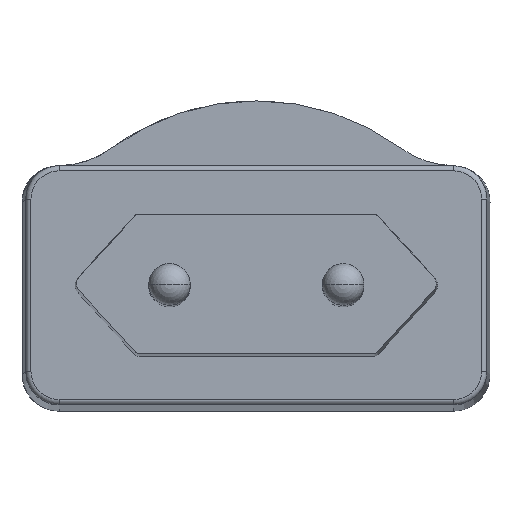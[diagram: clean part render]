
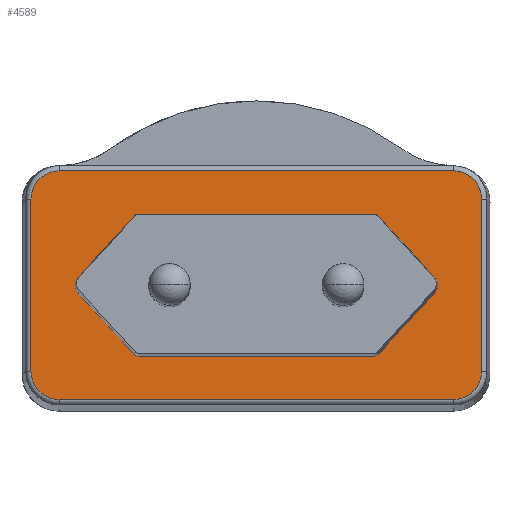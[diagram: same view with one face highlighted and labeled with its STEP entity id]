
A CAD part, left-side view. The second image highlights one B-rep face of the part: STEP entity #4589.
In plain terms, the highlighted face is planar.
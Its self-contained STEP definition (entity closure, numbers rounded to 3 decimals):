
#4028=CARTESIAN_POINT('Axis2P3D Location',(-34.83,-11.28,13.171)) ;
#4032=CARTESIAN_POINT('Vertex',(-34.83,-11.28,13.811)) ;
#4034=CARTESIAN_POINT('Vertex',(-34.83,-11.751,13.603)) ;
#4063=CARTESIAN_POINT('Vertex',(-34.83,11.28,13.811)) ;
#4066=CARTESIAN_POINT('Line Origine',(-34.83,0.,13.811)) ;
#4083=CARTESIAN_POINT('Axis2P3D Location',(-34.83,11.28,13.171)) ;
#4087=CARTESIAN_POINT('Vertex',(-34.83,11.751,13.603)) ;
#4107=CARTESIAN_POINT('Line Origine',(-34.83,14.442,10.673)) ;
#4111=CARTESIAN_POINT('Vertex',(-34.83,17.132,7.742)) ;
#4131=CARTESIAN_POINT('Axis2P3D Location',(-34.83,16.293,6.971)) ;
#4135=CARTESIAN_POINT('Vertex',(-34.83,17.132,6.2)) ;
#4155=CARTESIAN_POINT('Line Origine',(-34.83,14.442,3.269)) ;
#4159=CARTESIAN_POINT('Vertex',(-34.83,11.751,0.338)) ;
#4179=CARTESIAN_POINT('Axis2P3D Location',(-34.83,11.28,0.771)) ;
#4183=CARTESIAN_POINT('Vertex',(-34.83,11.28,0.131)) ;
#4207=CARTESIAN_POINT('Vertex',(-34.83,-11.28,0.131)) ;
#4210=CARTESIAN_POINT('Line Origine',(-34.83,0.,0.131)) ;
#4227=CARTESIAN_POINT('Axis2P3D Location',(-34.83,-11.28,0.771)) ;
#4231=CARTESIAN_POINT('Vertex',(-34.83,-11.751,0.338)) ;
#4255=CARTESIAN_POINT('Vertex',(-34.83,-17.132,6.2)) ;
#4258=CARTESIAN_POINT('Line Origine',(-34.83,-14.442,3.269)) ;
#4275=CARTESIAN_POINT('Axis2P3D Location',(-34.83,-16.293,6.971)) ;
#4279=CARTESIAN_POINT('Vertex',(-34.83,-17.132,7.742)) ;
#4299=CARTESIAN_POINT('Line Origine',(-34.83,-14.442,10.673)) ;
#4320=CARTESIAN_POINT('Vertex',(-34.83,18.963,-4.033)) ;
#4327=CARTESIAN_POINT('Vertex',(-34.83,-18.963,-4.033)) ;
#4330=CARTESIAN_POINT('Line Origine',(-34.83,0.,-4.033)) ;
#4351=CARTESIAN_POINT('Vertex',(-34.83,21.678,-1.319)) ;
#4354=CARTESIAN_POINT('Axis2P3D Location',(-34.83,18.963,-1.319)) ;
#4375=CARTESIAN_POINT('Vertex',(-34.83,21.678,15.261)) ;
#4378=CARTESIAN_POINT('Line Origine',(-34.83,21.678,6.971)) ;
#4399=CARTESIAN_POINT('Vertex',(-34.83,18.963,17.975)) ;
#4402=CARTESIAN_POINT('Axis2P3D Location',(-34.83,18.963,15.261)) ;
#4526=CARTESIAN_POINT('Vertex',(-34.83,-21.678,-1.319)) ;
#4529=CARTESIAN_POINT('Axis2P3D Location',(-34.83,-18.963,-1.319)) ;
#4541=CARTESIAN_POINT('Axis2P3D Location',(-34.83,0.,0.)) ;
#4546=CARTESIAN_POINT('Line Origine',(-34.83,0.,17.975)) ;
#4550=CARTESIAN_POINT('Vertex',(-34.83,-18.963,17.975)) ;
#4553=CARTESIAN_POINT('Line Origine',(-34.83,-21.678,6.971)) ;
#4557=CARTESIAN_POINT('Vertex',(-34.83,-21.678,15.261)) ;
#4560=CARTESIAN_POINT('Axis2P3D Location',(-34.83,-18.963,15.261)) ;
#4029=DIRECTION('Axis2P3D Direction',(1.,0.,0.)) ;
#4067=DIRECTION('Vector Direction',(0.,1.,0.)) ;
#4084=DIRECTION('Axis2P3D Direction',(1.,0.,0.)) ;
#4108=DIRECTION('Vector Direction',(0.,0.676,-0.737)) ;
#4132=DIRECTION('Axis2P3D Direction',(1.,0.,0.)) ;
#4156=DIRECTION('Vector Direction',(0.,-0.676,-0.737)) ;
#4180=DIRECTION('Axis2P3D Direction',(1.,0.,0.)) ;
#4211=DIRECTION('Vector Direction',(0.,1.,0.)) ;
#4228=DIRECTION('Axis2P3D Direction',(1.,0.,0.)) ;
#4259=DIRECTION('Vector Direction',(0.,0.676,-0.737)) ;
#4276=DIRECTION('Axis2P3D Direction',(1.,0.,-0.)) ;
#4300=DIRECTION('Vector Direction',(0.,-0.676,-0.737)) ;
#4331=DIRECTION('Vector Direction',(0.,1.,0.)) ;
#4355=DIRECTION('Axis2P3D Direction',(1.,0.,0.)) ;
#4379=DIRECTION('Vector Direction',(0.,0.,-1.)) ;
#4403=DIRECTION('Axis2P3D Direction',(1.,0.,0.)) ;
#4530=DIRECTION('Axis2P3D Direction',(1.,0.,0.)) ;
#4542=DIRECTION('Axis2P3D Direction',(1.,0.,0.)) ;
#4543=DIRECTION('Axis2P3D XDirection',(0.,1.,0.)) ;
#4547=DIRECTION('Vector Direction',(0.,1.,0.)) ;
#4554=DIRECTION('Vector Direction',(0.,0.,1.)) ;
#4561=DIRECTION('Axis2P3D Direction',(1.,0.,0.)) ;
#4030=AXIS2_PLACEMENT_3D('Circle Axis2P3D',#4028,#4029,$) ;
#4085=AXIS2_PLACEMENT_3D('Circle Axis2P3D',#4083,#4084,$) ;
#4133=AXIS2_PLACEMENT_3D('Circle Axis2P3D',#4131,#4132,$) ;
#4181=AXIS2_PLACEMENT_3D('Circle Axis2P3D',#4179,#4180,$) ;
#4229=AXIS2_PLACEMENT_3D('Circle Axis2P3D',#4227,#4228,$) ;
#4277=AXIS2_PLACEMENT_3D('Circle Axis2P3D',#4275,#4276,$) ;
#4356=AXIS2_PLACEMENT_3D('Circle Axis2P3D',#4354,#4355,$) ;
#4404=AXIS2_PLACEMENT_3D('Circle Axis2P3D',#4402,#4403,$) ;
#4531=AXIS2_PLACEMENT_3D('Circle Axis2P3D',#4529,#4530,$) ;
#4544=AXIS2_PLACEMENT_3D('Plane Axis2P3D',#4541,#4542,#4543) ;
#4562=AXIS2_PLACEMENT_3D('Circle Axis2P3D',#4560,#4561,$) ;
#4566=ORIENTED_EDGE('',*,*,#4552,.T.) ;
#4567=ORIENTED_EDGE('',*,*,#4406,.T.) ;
#4568=ORIENTED_EDGE('',*,*,#4382,.T.) ;
#4569=ORIENTED_EDGE('',*,*,#4358,.T.) ;
#4570=ORIENTED_EDGE('',*,*,#4334,.T.) ;
#4571=ORIENTED_EDGE('',*,*,#4533,.T.) ;
#4572=ORIENTED_EDGE('',*,*,#4559,.T.) ;
#4573=ORIENTED_EDGE('',*,*,#4564,.T.) ;
#4576=ORIENTED_EDGE('',*,*,#4303,.T.) ;
#4577=ORIENTED_EDGE('',*,*,#4281,.T.) ;
#4578=ORIENTED_EDGE('',*,*,#4262,.T.) ;
#4579=ORIENTED_EDGE('',*,*,#4233,.T.) ;
#4580=ORIENTED_EDGE('',*,*,#4214,.T.) ;
#4581=ORIENTED_EDGE('',*,*,#4185,.T.) ;
#4582=ORIENTED_EDGE('',*,*,#4161,.T.) ;
#4583=ORIENTED_EDGE('',*,*,#4137,.T.) ;
#4584=ORIENTED_EDGE('',*,*,#4113,.T.) ;
#4585=ORIENTED_EDGE('',*,*,#4089,.T.) ;
#4586=ORIENTED_EDGE('',*,*,#4070,.T.) ;
#4587=ORIENTED_EDGE('',*,*,#4036,.T.) ;
#4588=FACE_BOUND('',#4575,.T.) ;
#4068=VECTOR('Line Direction',#4067,1.) ;
#4109=VECTOR('Line Direction',#4108,1.) ;
#4157=VECTOR('Line Direction',#4156,1.) ;
#4212=VECTOR('Line Direction',#4211,1.) ;
#4260=VECTOR('Line Direction',#4259,1.) ;
#4301=VECTOR('Line Direction',#4300,1.) ;
#4332=VECTOR('Line Direction',#4331,1.) ;
#4380=VECTOR('Line Direction',#4379,1.) ;
#4548=VECTOR('Line Direction',#4547,1.) ;
#4555=VECTOR('Line Direction',#4554,1.) ;
#4589=ADVANCED_FACE('PartBody',(#4574,#4588),#4545,.F.) ;
#4031=CIRCLE('generated circle',#4030,0.64) ;
#4086=CIRCLE('generated circle',#4085,0.64) ;
#4134=CIRCLE('generated circle',#4133,1.14) ;
#4182=CIRCLE('generated circle',#4181,0.64) ;
#4230=CIRCLE('generated circle',#4229,0.64) ;
#4278=CIRCLE('generated circle',#4277,1.14) ;
#4357=CIRCLE('generated circle',#4356,2.714) ;
#4405=CIRCLE('generated circle',#4404,2.714) ;
#4532=CIRCLE('generated circle',#4531,2.714) ;
#4563=CIRCLE('generated circle',#4562,2.714) ;
#4036=EDGE_CURVE('',#4033,#4035,#4031,.T.) ;
#4070=EDGE_CURVE('',#4064,#4033,#4069,.F.) ;
#4089=EDGE_CURVE('',#4088,#4064,#4086,.T.) ;
#4113=EDGE_CURVE('',#4112,#4088,#4110,.F.) ;
#4137=EDGE_CURVE('',#4136,#4112,#4134,.T.) ;
#4161=EDGE_CURVE('',#4160,#4136,#4158,.F.) ;
#4185=EDGE_CURVE('',#4184,#4160,#4182,.T.) ;
#4214=EDGE_CURVE('',#4208,#4184,#4213,.T.) ;
#4233=EDGE_CURVE('',#4232,#4208,#4230,.T.) ;
#4262=EDGE_CURVE('',#4256,#4232,#4261,.T.) ;
#4281=EDGE_CURVE('',#4280,#4256,#4278,.T.) ;
#4303=EDGE_CURVE('',#4035,#4280,#4302,.T.) ;
#4334=EDGE_CURVE('',#4321,#4328,#4333,.F.) ;
#4358=EDGE_CURVE('',#4352,#4321,#4357,.F.) ;
#4382=EDGE_CURVE('',#4376,#4352,#4381,.T.) ;
#4406=EDGE_CURVE('',#4400,#4376,#4405,.F.) ;
#4533=EDGE_CURVE('',#4328,#4527,#4532,.F.) ;
#4552=EDGE_CURVE('',#4551,#4400,#4549,.T.) ;
#4559=EDGE_CURVE('',#4527,#4558,#4556,.T.) ;
#4564=EDGE_CURVE('',#4558,#4551,#4563,.F.) ;
#4565=EDGE_LOOP('',(#4566,#4567,#4568,#4569,#4570,#4571,#4572,#4573)) ;
#4575=EDGE_LOOP('',(#4576,#4577,#4578,#4579,#4580,#4581,#4582,#4583,#4584,#4585,#4586,#4587)) ;
#4574=FACE_OUTER_BOUND('',#4565,.T.) ;
#4069=LINE('Line',#4066,#4068) ;
#4110=LINE('Line',#4107,#4109) ;
#4158=LINE('Line',#4155,#4157) ;
#4213=LINE('Line',#4210,#4212) ;
#4261=LINE('Line',#4258,#4260) ;
#4302=LINE('Line',#4299,#4301) ;
#4333=LINE('Line',#4330,#4332) ;
#4381=LINE('Line',#4378,#4380) ;
#4549=LINE('Line',#4546,#4548) ;
#4556=LINE('Line',#4553,#4555) ;
#4545=PLANE('Plane',#4544) ;
#4033=VERTEX_POINT('',#4032) ;
#4035=VERTEX_POINT('',#4034) ;
#4064=VERTEX_POINT('',#4063) ;
#4088=VERTEX_POINT('',#4087) ;
#4112=VERTEX_POINT('',#4111) ;
#4136=VERTEX_POINT('',#4135) ;
#4160=VERTEX_POINT('',#4159) ;
#4184=VERTEX_POINT('',#4183) ;
#4208=VERTEX_POINT('',#4207) ;
#4232=VERTEX_POINT('',#4231) ;
#4256=VERTEX_POINT('',#4255) ;
#4280=VERTEX_POINT('',#4279) ;
#4321=VERTEX_POINT('',#4320) ;
#4328=VERTEX_POINT('',#4327) ;
#4352=VERTEX_POINT('',#4351) ;
#4376=VERTEX_POINT('',#4375) ;
#4400=VERTEX_POINT('',#4399) ;
#4527=VERTEX_POINT('',#4526) ;
#4551=VERTEX_POINT('',#4550) ;
#4558=VERTEX_POINT('',#4557) ;
